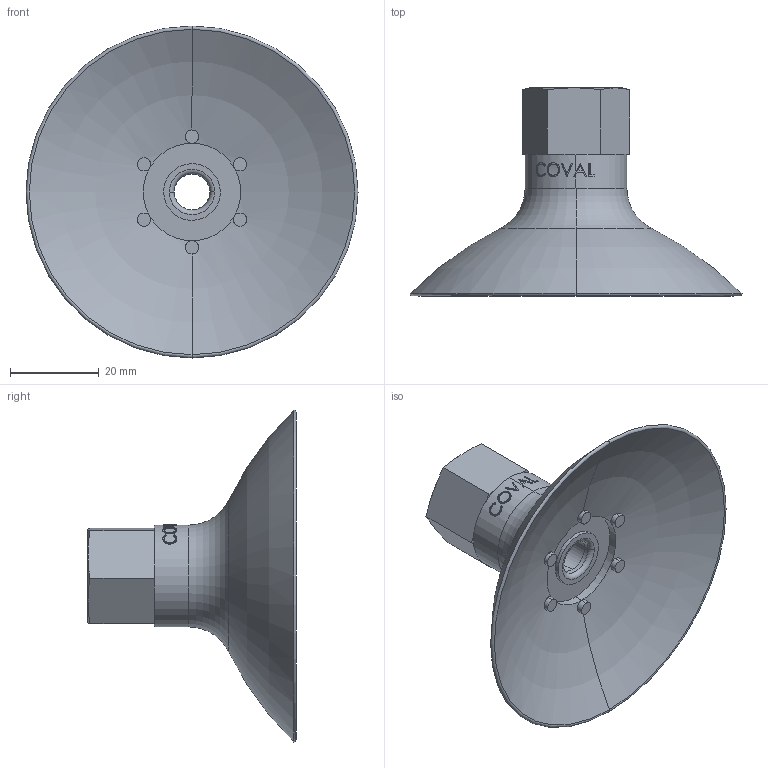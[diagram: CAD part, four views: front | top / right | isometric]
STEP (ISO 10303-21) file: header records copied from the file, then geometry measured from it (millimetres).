
FILE_DESCRIPTION(('STEP AP214'),'1');
FILE_NAME('COVAL_VP75NBRIF14.stp','2017-12-27T16:18:41',('TraceParts'),('TraceParts S.A.'),'Spatial InterOp 3D',' ',' ');
FILE_SCHEMA(('automotive_design'));
Length unit declared in the file: millimetre
Products named in the file (2): COVAL_VP75NBRIF14_1; COVAL_VP75NBRIF14_2
Bounding box: 75 x 47 x 75 mm (x, y, z)
Volume: 32571.9 mm3; surface area: 16328.9 mm2
Topology: 3 solids, 3 shells, 126 faces, 297 edges, 186 vertices
Faces by surface type: cylinder 40, plane 35, bspline 29, cone 12, torus 10
Entity records: 9643 total; most frequent: CARTESIAN_POINT 5931, ORIENTED_EDGE 594, DIRECTION 474, EDGE_CURVE 297, AXIS2_PLACEMENT_3D 205, VERTEX_POINT 186, EDGE_LOOP 141, STYLED_ITEM 128
